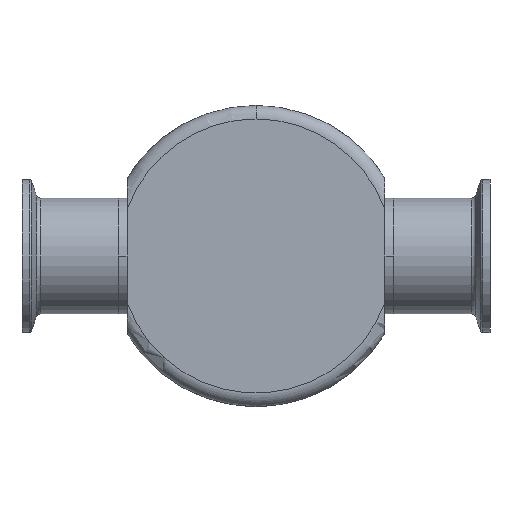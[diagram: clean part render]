
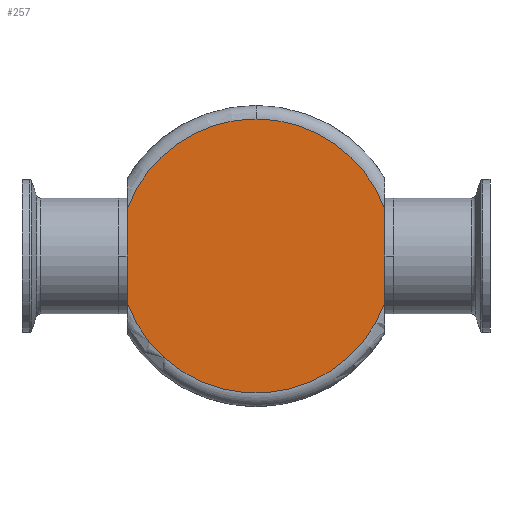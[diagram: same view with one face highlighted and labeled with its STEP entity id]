
A CAD part, front view. The second image highlights one B-rep face of the part: STEP entity #257.
In plain terms, the highlighted planar face has unit normal (0, -1, 0).
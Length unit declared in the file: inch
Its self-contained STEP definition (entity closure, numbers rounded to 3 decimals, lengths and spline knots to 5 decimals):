
#13 = DIRECTION ( 'NONE',  ( 0., 0., 1. ) ) ;
#35 = AXIS2_PLACEMENT_3D ( 'NONE', #1469, #3347, #1763 ) ;
#51 = ORIENTED_EDGE ( 'NONE', *, *, #1702, .T. ) ;
#118 = EDGE_CURVE ( 'NONE', #2772, #2202, #1242, .T. ) ;
#153 = ORIENTED_EDGE ( 'NONE', *, *, #2244, .T. ) ;
#251 = ORIENTED_EDGE ( 'NONE', *, *, #3016, .T. ) ;
#257 = ADVANCED_FACE ( 'NONE', ( #3215 ), #344, .F. ) ;
#265 = CARTESIAN_POINT ( 'NONE',  ( -1.67, 0., -1.95 ) ) ;
#273 = ORIENTED_EDGE ( 'NONE', *, *, #2745, .F. ) ;
#297 = EDGE_LOOP ( 'NONE', ( #273, #251, #153, #2903, #51 ) ) ;
#344 = PLANE ( 'NONE',  #2033 ) ;
#372 = AXIS2_PLACEMENT_3D ( 'NONE', #2150, #554, #2129 ) ;
#554 = DIRECTION ( 'NONE',  ( 0., -1., 0. ) ) ;
#562 = DIRECTION ( 'NONE',  ( 0., 0., 1. ) ) ;
#622 = CIRCLE ( 'NONE', #35, 1.775 ) ;
#633 = LINE ( 'NONE', #2442, #1079 ) ;
#784 = DIRECTION ( 'NONE',  ( 0., 0., 1. ) ) ;
#1079 = VECTOR ( 'NONE', #3256, 39.37008 ) ;
#1242 = CIRCLE ( 'NONE', #372, 1.775 ) ;
#1284 = VERTEX_POINT ( 'NONE', #3340 ) ;
#1347 = DIRECTION ( 'NONE',  ( 0., -1., 0. ) ) ;
#1469 = CARTESIAN_POINT ( 'NONE',  ( 0., 0., 0. ) ) ;
#1474 = CIRCLE ( 'NONE', #1816, 1.775 ) ;
#1624 = DIRECTION ( 'NONE',  ( 0., 1., 0. ) ) ;
#1702 = EDGE_CURVE ( 'NONE', #2202, #1284, #1474, .T. ) ;
#1763 = DIRECTION ( 'NONE',  ( 0., 0., 1. ) ) ;
#1816 = AXIS2_PLACEMENT_3D ( 'NONE', #2383, #1347, #784 ) ;
#2033 = AXIS2_PLACEMENT_3D ( 'NONE', #3241, #1624, #562 ) ;
#2079 = CARTESIAN_POINT ( 'NONE',  ( -1.67, 0., -0.60144 ) ) ;
#2129 = DIRECTION ( 'NONE',  ( 0., 0., 1. ) ) ;
#2145 = VERTEX_POINT ( 'NONE', #2079 ) ;
#2150 = CARTESIAN_POINT ( 'NONE',  ( 0., 0., 0. ) ) ;
#2202 = VERTEX_POINT ( 'NONE', #2623 ) ;
#2244 = EDGE_CURVE ( 'NONE', #3405, #2772, #633, .T. ) ;
#2383 = CARTESIAN_POINT ( 'NONE',  ( 0., 0., 0. ) ) ;
#2410 = CARTESIAN_POINT ( 'NONE',  ( 1.67, 0., 0.60144 ) ) ;
#2442 = CARTESIAN_POINT ( 'NONE',  ( 1.67, 0., -1.95 ) ) ;
#2545 = VECTOR ( 'NONE', #13, 39.37008 ) ;
#2605 = CARTESIAN_POINT ( 'NONE',  ( 1.67, 0., -0.60144 ) ) ;
#2623 = CARTESIAN_POINT ( 'NONE',  ( 0., 0., 1.775 ) ) ;
#2717 = LINE ( 'NONE', #265, #2545 ) ;
#2745 = EDGE_CURVE ( 'NONE', #2145, #1284, #2717, .T. ) ;
#2772 = VERTEX_POINT ( 'NONE', #2410 ) ;
#2903 = ORIENTED_EDGE ( 'NONE', *, *, #118, .T. ) ;
#3016 = EDGE_CURVE ( 'NONE', #2145, #3405, #622, .T. ) ;
#3215 = FACE_OUTER_BOUND ( 'NONE', #297, .T. ) ;
#3241 = CARTESIAN_POINT ( 'NONE',  ( 0., 0., 0. ) ) ;
#3256 = DIRECTION ( 'NONE',  ( 0., 0., 1. ) ) ;
#3340 = CARTESIAN_POINT ( 'NONE',  ( -1.67, 0., 0.60144 ) ) ;
#3347 = DIRECTION ( 'NONE',  ( 0., -1., 0. ) ) ;
#3405 = VERTEX_POINT ( 'NONE', #2605 ) ;
